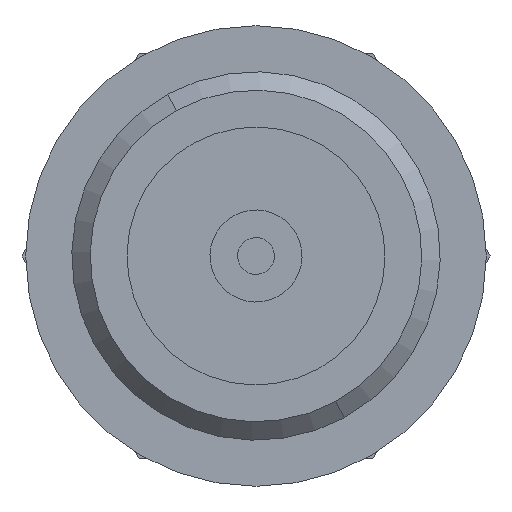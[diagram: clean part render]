
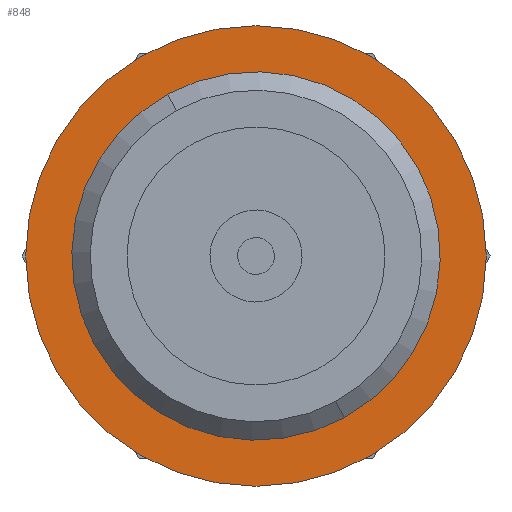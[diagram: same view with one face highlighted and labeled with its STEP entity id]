
A CAD part, left-side view. The second image highlights one B-rep face of the part: STEP entity #848.
In plain terms, the highlighted planar face has unit normal (-1, 0, 0).
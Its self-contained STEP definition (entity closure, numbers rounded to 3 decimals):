
#744=AXIS2_PLACEMENT_3D('Circle Axis2P3D',#742,#743,$) ;
#768=AXIS2_PLACEMENT_3D('Circle Axis2P3D',#766,#767,$) ;
#794=AXIS2_PLACEMENT_3D('Circle Axis2P3D',#792,#793,$) ;
#820=AXIS2_PLACEMENT_3D('Circle Axis2P3D',#818,#819,$) ;
#838=AXIS2_PLACEMENT_3D('Plane Axis2P3D',#835,#836,#837) ;
#739=CARTESIAN_POINT('Vertex',(8.,6.25,0.)) ;
#742=CARTESIAN_POINT('Axis2P3D Location',(8.,0.,0.)) ;
#746=CARTESIAN_POINT('Vertex',(8.,-6.25,0.)) ;
#766=CARTESIAN_POINT('Axis2P3D Location',(8.,0.,0.)) ;
#787=CARTESIAN_POINT('Vertex',(8.,4.6,0.)) ;
#792=CARTESIAN_POINT('Axis2P3D Location',(8.,0.,0.)) ;
#796=CARTESIAN_POINT('Vertex',(8.,-4.6,0.)) ;
#818=CARTESIAN_POINT('Axis2P3D Location',(8.,0.,0.)) ;
#835=CARTESIAN_POINT('Axis2P3D Location',(8.,0.,0.)) ;
#743=DIRECTION('Axis2P3D Direction',(-1.,0.,0.)) ;
#767=DIRECTION('Axis2P3D Direction',(-1.,0.,0.)) ;
#793=DIRECTION('Axis2P3D Direction',(-1.,0.,0.)) ;
#819=DIRECTION('Axis2P3D Direction',(-1.,0.,0.)) ;
#836=DIRECTION('Axis2P3D Direction',(-1.,0.,0.)) ;
#837=DIRECTION('Axis2P3D XDirection',(0.,-1.,0.)) ;
#841=ORIENTED_EDGE('',*,*,#748,.T.) ;
#842=ORIENTED_EDGE('',*,*,#770,.T.) ;
#845=ORIENTED_EDGE('',*,*,#798,.F.) ;
#846=ORIENTED_EDGE('',*,*,#822,.F.) ;
#847=FACE_BOUND('',#844,.T.) ;
#848=ADVANCED_FACE('Faecherscheibe',(#843,#847),#839,.T.) ;
#745=CIRCLE('generated circle',#744,6.25) ;
#769=CIRCLE('generated circle',#768,6.25) ;
#795=CIRCLE('generated circle',#794,4.6) ;
#821=CIRCLE('generated circle',#820,4.6) ;
#748=EDGE_CURVE('',#747,#740,#745,.T.) ;
#770=EDGE_CURVE('',#740,#747,#769,.T.) ;
#798=EDGE_CURVE('',#788,#797,#795,.T.) ;
#822=EDGE_CURVE('',#797,#788,#821,.T.) ;
#840=EDGE_LOOP('',(#841,#842)) ;
#844=EDGE_LOOP('',(#845,#846)) ;
#843=FACE_OUTER_BOUND('',#840,.T.) ;
#839=PLANE('Plane',#838) ;
#740=VERTEX_POINT('',#739) ;
#747=VERTEX_POINT('',#746) ;
#788=VERTEX_POINT('',#787) ;
#797=VERTEX_POINT('',#796) ;
